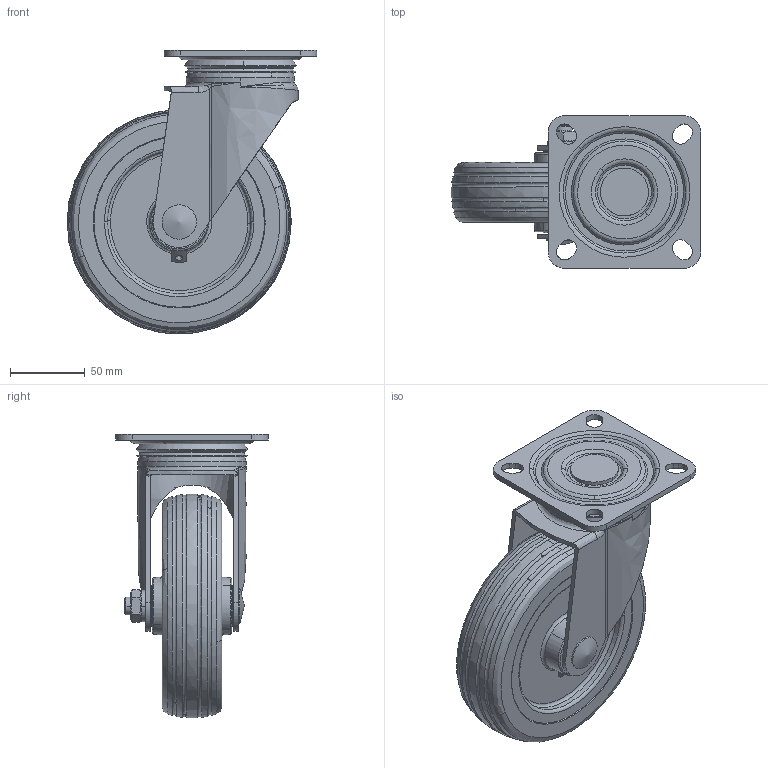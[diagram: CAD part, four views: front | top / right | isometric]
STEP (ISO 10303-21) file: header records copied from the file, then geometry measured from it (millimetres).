
FILE_DESCRIPTION((''),'2;1');
FILE_NAME('','2008-05-03T14:52:06',(''),(''),'','CADfix','');
FILE_SCHEMA(('AUTOMOTIVE_DESIGN { 1 0 10303 214 1 1 1 1 }'));
Length unit declared in the file: millimetre
Bounding box: 166.87 x 102 x 189.88 mm (x, y, z)
Volume: 756842.6 mm3; surface area: 136538 mm2
Topology: 5 solids, 5 shells, 279 faces, 853 edges, 596 vertices
Faces by surface type: bspline 279
Entity records: 16747 total; most frequent: CARTESIAN_POINT 12158, ORIENTED_EDGE 1682, EDGE_CURVE 841, VERTEX_POINT 596, EDGE_LOOP 321, FACE_OUTER_BOUND 279, ADVANCED_FACE 279, QUASI_UNIFORM_CURVE 197
